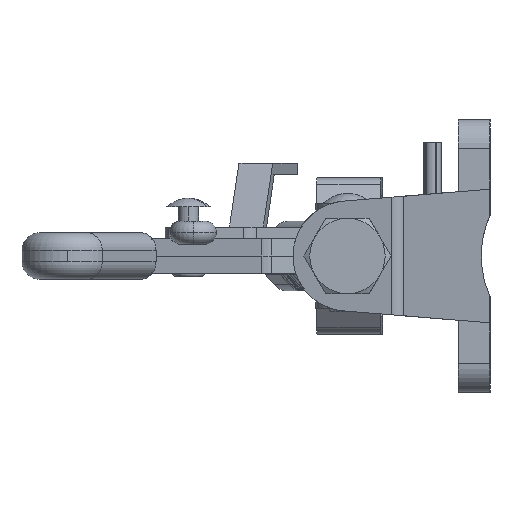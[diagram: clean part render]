
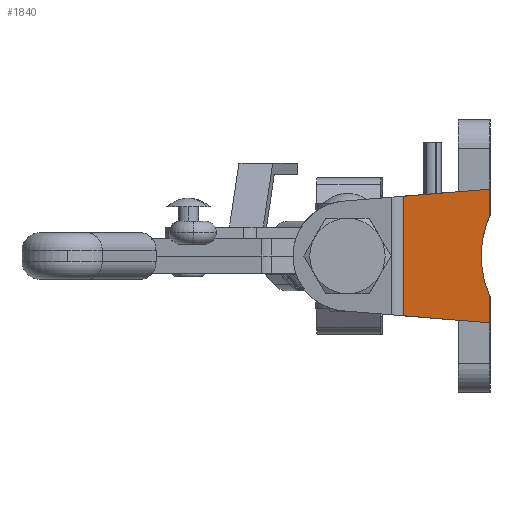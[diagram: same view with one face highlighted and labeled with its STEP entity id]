
A CAD part, left-side view. The second image highlights one B-rep face of the part: STEP entity #1840.
In plain terms, the highlighted planar face has unit normal (-0.559, -0.829, 0).
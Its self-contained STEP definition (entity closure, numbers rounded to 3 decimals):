
#252 = VECTOR ( 'NONE', #16422, 1000. ) ;
#696 = CARTESIAN_POINT ( 'NONE',  ( -34.818, 23.279, 9.631 ) ) ;
#1038 = LINE ( 'NONE', #18727, #15845 ) ;
#1069 = DIRECTION ( 'NONE',  ( 0., 0., 1. ) ) ;
#1100 = CARTESIAN_POINT ( 'NONE',  ( -22.483, 14.959, 10.309 ) ) ;
#1296 = DIRECTION ( 'NONE',  ( 0., 0., 1. ) ) ;
#1569 = LINE ( 'NONE', #12772, #12148 ) ;
#1658 = ORIENTED_EDGE ( 'NONE', *, *, #5548, .T. ) ;
#1840 = ADVANCED_FACE ( 'NONE', ( #9534 ), #4646, .T. ) ;
#1843 = CARTESIAN_POINT ( 'NONE',  ( -0.559, 0.171, -6.606 ) ) ;
#2649 = CARTESIAN_POINT ( 'NONE',  ( -0.559, 0.171, 6.606 ) ) ;
#3039 = EDGE_LOOP ( 'NONE', ( #14844, #12436, #10940, #20335, #10071, #1658 ) ) ;
#3525 = CARTESIAN_POINT ( 'NONE',  ( -0.559, 0.171, 6.606 ) ) ;
#3709 = VERTEX_POINT ( 'NONE', #2649 ) ;
#3725 = DIRECTION ( 'NONE',  ( 0., 0., -1. ) ) ;
#4646 = PLANE ( 'NONE',  #11416 ) ;
#4871 = CARTESIAN_POINT ( 'NONE',  ( -3.222, 1.967, -2.323 ) ) ;
#5548 = EDGE_CURVE ( 'NONE', #14670, #6144, #15077, .T. ) ;
#6144 = VERTEX_POINT ( 'NONE', #1100 ) ;
#6350 = EDGE_CURVE ( 'NONE', #9655, #3709, #13346, .T. ) ;
#7180 = CARTESIAN_POINT ( 'NONE',  ( -0.559, 0.171, -6.606 ) ) ;
#8137 = VECTOR ( 'NONE', #3725, 1000. ) ;
#8144 = LINE ( 'NONE', #18706, #18938 ) ;
#8528 = CARTESIAN_POINT ( 'NONE',  ( -0.559, 0.171, 61.25 ) ) ;
#9508 = DIRECTION ( 'NONE',  ( -0.559, -0.829, 0. ) ) ;
#9534 = FACE_OUTER_BOUND ( 'NONE', #3039, .T. ) ;
#9655 = VERTEX_POINT ( 'NONE', #7180 ) ;
#9854 = EDGE_CURVE ( 'NONE', #9655, #18547, #20709, .T. ) ;
#10071 = ORIENTED_EDGE ( 'NONE', *, *, #17683, .T. ) ;
#10940 = ORIENTED_EDGE ( 'NONE', *, *, #9854, .F. ) ;
#10987 = DIRECTION ( 'NONE',  ( 0.829, -0.559, 0. ) ) ;
#11013 = CARTESIAN_POINT ( 'NONE',  ( -0.559, 0.171, -11.514 ) ) ;
#11254 = EDGE_CURVE ( 'NONE', #16041, #6144, #1038, .T. ) ;
#11416 = AXIS2_PLACEMENT_3D ( 'NONE', #14121, #9508, #10987 ) ;
#12148 = VECTOR ( 'NONE', #17694, 1000. ) ;
#12436 = ORIENTED_EDGE ( 'NONE', *, *, #17926, .F. ) ;
#12772 = CARTESIAN_POINT ( 'NONE',  ( -34.818, 23.279, -9.631 ) ) ;
#13346 =( BOUNDED_CURVE ( )  B_SPLINE_CURVE ( 3, ( #1843, #4871, #17790, #3525 ),
 .UNSPECIFIED., .F., .T. ) 
 B_SPLINE_CURVE_WITH_KNOTS ( ( 4, 4 ),
 ( 2.745, 3.539 ),
 .UNSPECIFIED. ) 
 CURVE ( )  GEOMETRIC_REPRESENTATION_ITEM ( )  RATIONAL_B_SPLINE_CURVE ( ( 1., 0.948, 0.948, 1. ) ) 
 REPRESENTATION_ITEM ( '' )  );
#14121 = CARTESIAN_POINT ( 'NONE',  ( -0.559, 0.171, -61.25 ) ) ;
#14670 = VERTEX_POINT ( 'NONE', #17016 ) ;
#14844 = ORIENTED_EDGE ( 'NONE', *, *, #11254, .F. ) ;
#15077 = LINE ( 'NONE', #696, #252 ) ;
#15845 = VECTOR ( 'NONE', #1296, 1000. ) ;
#16031 = CARTESIAN_POINT ( 'NONE',  ( -22.483, 14.959, -10.309 ) ) ;
#16041 = VERTEX_POINT ( 'NONE', #16031 ) ;
#16422 = DIRECTION ( 'NONE',  ( -0.828, 0.559, -0.046 ) ) ;
#17016 = CARTESIAN_POINT ( 'NONE',  ( -0.559, 0.171, 11.514 ) ) ;
#17683 = EDGE_CURVE ( 'NONE', #3709, #14670, #8144, .T. ) ;
#17694 = DIRECTION ( 'NONE',  ( -0.828, 0.559, 0.046 ) ) ;
#17790 = CARTESIAN_POINT ( 'NONE',  ( -3.222, 1.967, 2.323 ) ) ;
#17926 = EDGE_CURVE ( 'NONE', #18547, #16041, #1569, .T. ) ;
#18547 = VERTEX_POINT ( 'NONE', #11013 ) ;
#18706 = CARTESIAN_POINT ( 'NONE',  ( -0.559, 0.171, -61.25 ) ) ;
#18727 = CARTESIAN_POINT ( 'NONE',  ( -22.483, 14.959, -61.25 ) ) ;
#18938 = VECTOR ( 'NONE', #1069, 1000. ) ;
#20335 = ORIENTED_EDGE ( 'NONE', *, *, #6350, .T. ) ;
#20709 = LINE ( 'NONE', #8528, #8137 ) ;
